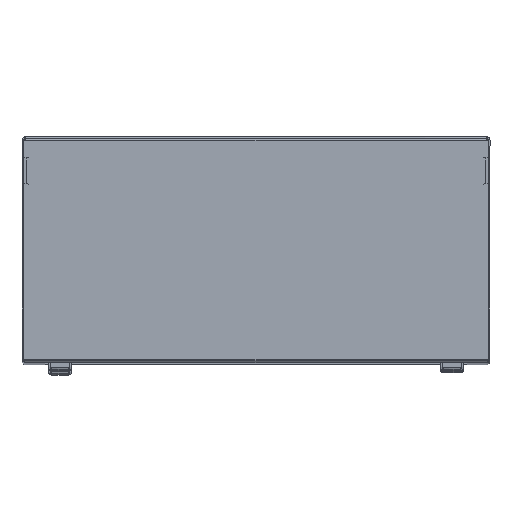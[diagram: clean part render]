
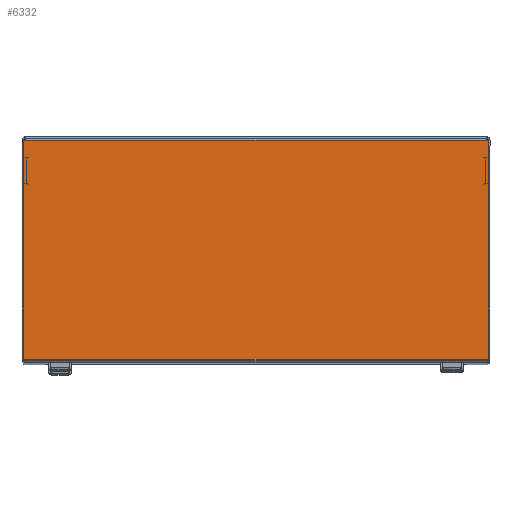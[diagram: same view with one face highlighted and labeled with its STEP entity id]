
A CAD part, top view. The second image highlights one B-rep face of the part: STEP entity #6332.
In plain terms, the highlighted planar face has unit normal (0, 0, 1).
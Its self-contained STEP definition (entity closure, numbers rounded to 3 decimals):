
#55 = VERTEX_POINT ( 'NONE', #6003 ) ;
#57 = CARTESIAN_POINT ( 'NONE',  ( -397., 3., 20. ) ) ;
#73 = DIRECTION ( 'NONE',  ( 0., 1., 0. ) ) ;
#367 = VERTEX_POINT ( 'NONE', #9138 ) ;
#667 = LINE ( 'NONE', #1887, #6137 ) ;
#868 = LINE ( 'NONE', #7190, #7911 ) ;
#1385 = EDGE_LOOP ( 'NONE', ( #1623, #5199, #4565, #1575, #3892, #7509 ) ) ;
#1575 = ORIENTED_EDGE ( 'NONE', *, *, #2182, .T. ) ;
#1623 = ORIENTED_EDGE ( 'NONE', *, *, #6105, .T. ) ;
#1768 = EDGE_CURVE ( 'NONE', #7531, #8145, #5625, .T. ) ;
#1887 = CARTESIAN_POINT ( 'NONE',  ( 400., 377., 20. ) ) ;
#2182 = EDGE_CURVE ( 'NONE', #55, #7531, #868, .T. ) ;
#2225 = DIRECTION ( 'NONE',  ( -1., 0., 0. ) ) ;
#2323 = VECTOR ( 'NONE', #2907, 1000. ) ;
#2626 = VERTEX_POINT ( 'NONE', #57 ) ;
#2740 = LINE ( 'NONE', #6529, #3002 ) ;
#2907 = DIRECTION ( 'NONE',  ( -1., 0., 0. ) ) ;
#3002 = VECTOR ( 'NONE', #73, 1000. ) ;
#3170 = AXIS2_PLACEMENT_3D ( 'NONE', #3778, #3639, #2225 ) ;
#3572 = CARTESIAN_POINT ( 'NONE',  ( -400., 3., 20. ) ) ;
#3639 = DIRECTION ( 'NONE',  ( 0., 0., -1. ) ) ;
#3778 = CARTESIAN_POINT ( 'NONE',  ( 0., 0., 20. ) ) ;
#3887 = EDGE_CURVE ( 'NONE', #6071, #55, #2740, .T. ) ;
#3892 = ORIENTED_EDGE ( 'NONE', *, *, #1768, .T. ) ;
#4354 = FACE_OUTER_BOUND ( 'NONE', #1385, .T. ) ;
#4565 = ORIENTED_EDGE ( 'NONE', *, *, #3887, .T. ) ;
#5199 = ORIENTED_EDGE ( 'NONE', *, *, #9213, .F. ) ;
#5258 = PLANE ( 'NONE',  #3170 ) ;
#5294 = DIRECTION ( 'NONE',  ( 0., -1., 0. ) ) ;
#5625 = LINE ( 'NONE', #8497, #9237 ) ;
#5665 = DIRECTION ( 'NONE',  ( -1., 0., 0. ) ) ;
#5810 = CARTESIAN_POINT ( 'NONE',  ( -395.586, 377., 20. ) ) ;
#6003 = CARTESIAN_POINT ( 'NONE',  ( 397., 377., 20. ) ) ;
#6071 = VERTEX_POINT ( 'NONE', #7426 ) ;
#6105 = EDGE_CURVE ( 'NONE', #367, #2626, #8126, .T. ) ;
#6137 = VECTOR ( 'NONE', #6323, 1000. ) ;
#6323 = DIRECTION ( 'NONE',  ( 1., 0., 0. ) ) ;
#6332 = ADVANCED_FACE ( 'NONE', ( #4354 ), #5258, .F. ) ;
#6529 = CARTESIAN_POINT ( 'NONE',  ( 397., 0., 20. ) ) ;
#6557 = LINE ( 'NONE', #3572, #2323 ) ;
#6797 = CARTESIAN_POINT ( 'NONE',  ( -397., 0., 20. ) ) ;
#7190 = CARTESIAN_POINT ( 'NONE',  ( 400., 377., 20. ) ) ;
#7199 = EDGE_CURVE ( 'NONE', #367, #8145, #667, .T. ) ;
#7426 = CARTESIAN_POINT ( 'NONE',  ( 397., 3., 20. ) ) ;
#7509 = ORIENTED_EDGE ( 'NONE', *, *, #7199, .F. ) ;
#7531 = VERTEX_POINT ( 'NONE', #7818 ) ;
#7818 = CARTESIAN_POINT ( 'NONE',  ( 395.586, 377., 20. ) ) ;
#7911 = VECTOR ( 'NONE', #8831, 1000. ) ;
#8126 = LINE ( 'NONE', #6797, #9050 ) ;
#8145 = VERTEX_POINT ( 'NONE', #5810 ) ;
#8497 = CARTESIAN_POINT ( 'NONE',  ( 400., 377., 20. ) ) ;
#8831 = DIRECTION ( 'NONE',  ( -1., 0., 0. ) ) ;
#9050 = VECTOR ( 'NONE', #5294, 1000. ) ;
#9138 = CARTESIAN_POINT ( 'NONE',  ( -397., 377., 20. ) ) ;
#9213 = EDGE_CURVE ( 'NONE', #6071, #2626, #6557, .T. ) ;
#9237 = VECTOR ( 'NONE', #5665, 1000. ) ;
